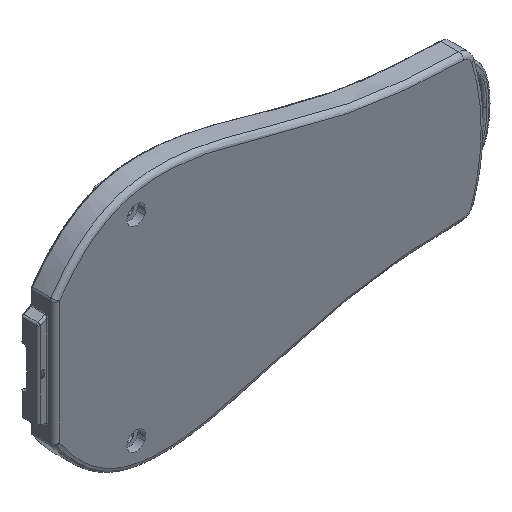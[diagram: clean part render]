
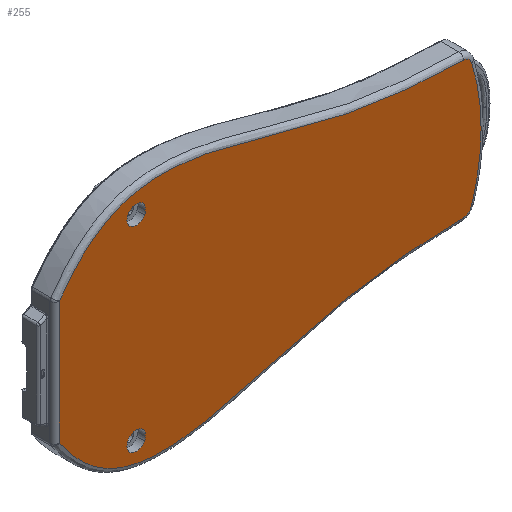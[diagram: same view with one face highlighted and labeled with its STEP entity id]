
A CAD part, isometric view. The second image highlights one B-rep face of the part: STEP entity #255.
In plain terms, the highlighted planar face has unit normal (0, -1, 0).
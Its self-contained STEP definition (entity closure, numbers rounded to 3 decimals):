
#49=AXIS2_PLACEMENT_3D('Circle Axis2P3D',#47,#48,$) ;
#75=AXIS2_PLACEMENT_3D('Circle Axis2P3D',#73,#74,$) ;
#82=AXIS2_PLACEMENT_3D('Circle Axis2P3D',#80,#81,$) ;
#101=AXIS2_PLACEMENT_3D('Plane Axis2P3D',#98,#99,#100) ;
#149=AXIS2_PLACEMENT_3D('Circle Axis2P3D',#147,#148,$) ;
#156=AXIS2_PLACEMENT_3D('Circle Axis2P3D',#154,#155,$) ;
#163=AXIS2_PLACEMENT_3D('Circle Axis2P3D',#161,#162,$) ;
#170=AXIS2_PLACEMENT_3D('Circle Axis2P3D',#168,#169,$) ;
#218=AXIS2_PLACEMENT_3D('Circle Axis2P3D',#216,#217,$) ;
#227=AXIS2_PLACEMENT_3D('Circle Axis2P3D',#225,#226,$) ;
#234=AXIS2_PLACEMENT_3D('Circle Axis2P3D',#232,#233,$) ;
#241=AXIS2_PLACEMENT_3D('Circle Axis2P3D',#239,#240,$) ;
#44=CARTESIAN_POINT('Vertex',(10.245,-13.,20.041)) ;
#47=CARTESIAN_POINT('Axis2P3D Location',(12.,-13.,21.)) ;
#51=CARTESIAN_POINT('Vertex',(13.755,-13.,20.041)) ;
#73=CARTESIAN_POINT('Axis2P3D Location',(12.,-13.,21.)) ;
#77=CARTESIAN_POINT('Vertex',(10.245,-13.,21.959)) ;
#80=CARTESIAN_POINT('Axis2P3D Location',(12.,-13.,21.)) ;
#98=CARTESIAN_POINT('Axis2P3D Location',(-26.94,-13.,0.)) ;
#104=CARTESIAN_POINT('Line Origine',(-4.5,-13.,0.)) ;
#108=CARTESIAN_POINT('Vertex',(-4.5,-13.,13.189)) ;
#110=CARTESIAN_POINT('Vertex',(-4.5,-13.,-13.189)) ;
#114=CARTESIAN_POINT('Control Point',(-4.5,-13.,-13.189)) ;
#115=CARTESIAN_POINT('Control Point',(-3.436,-13.,-14.726)) ;
#116=CARTESIAN_POINT('Control Point',(-2.312,-13.,-16.214)) ;
#117=CARTESIAN_POINT('Control Point',(-1.112,-13.,-17.626)) ;
#118=CARTESIAN_POINT('Control Point',(1.162,-13.,-19.94)) ;
#119=CARTESIAN_POINT('Control Point',(3.703,-13.,-21.846)) ;
#120=CARTESIAN_POINT('Control Point',(4.864,-13.,-22.59)) ;
#121=CARTESIAN_POINT('Control Point',(7.826,-13.,-24.175)) ;
#122=CARTESIAN_POINT('Control Point',(11.058,-13.,-25.178)) ;
#123=CARTESIAN_POINT('Control Point',(13.049,-13.,-25.562)) ;
#124=CARTESIAN_POINT('Control Point',(17.564,-13.,-25.993)) ;
#125=CARTESIAN_POINT('Control Point',(22.286,-13.,-25.645)) ;
#126=CARTESIAN_POINT('Control Point',(24.902,-13.,-25.27)) ;
#127=CARTESIAN_POINT('Control Point',(30.196,-13.,-24.252)) ;
#128=CARTESIAN_POINT('Control Point',(35.538,-13.,-22.862)) ;
#129=CARTESIAN_POINT('Control Point',(38.236,-13.,-22.109)) ;
#130=CARTESIAN_POINT('Control Point',(44.521,-13.,-20.317)) ;
#131=CARTESIAN_POINT('Control Point',(50.827,-13.,-18.581)) ;
#132=CARTESIAN_POINT('Control Point',(54.445,-13.,-17.671)) ;
#133=CARTESIAN_POINT('Control Point',(60.299,-13.,-16.435)) ;
#134=CARTESIAN_POINT('Control Point',(66.108,-13.,-15.635)) ;
#135=CARTESIAN_POINT('Control Point',(68.336,-13.,-15.396)) ;
#136=CARTESIAN_POINT('Control Point',(71.921,-13.,-15.114)) ;
#137=CARTESIAN_POINT('Control Point',(75.46,-13.,-14.946)) ;
#138=CARTESIAN_POINT('Control Point',(76.807,-13.,-14.893)) ;
#139=CARTESIAN_POINT('Control Point',(78.69,-13.,-14.824)) ;
#140=CARTESIAN_POINT('Control Point',(80.559,-13.,-14.74)) ;
#141=CARTESIAN_POINT('Control Point',(81.097,-13.,-14.714)) ;
#142=CARTESIAN_POINT('Control Point',(81.635,-13.,-14.684)) ;
#143=CARTESIAN_POINT('Control Point',(82.171,-13.,-14.651)) ;
#144=CARTESIAN_POINT('Vertex',(82.171,-13.,-14.651)) ;
#147=CARTESIAN_POINT('Axis2P3D Location',(82.048,-13.,-12.655)) ;
#151=CARTESIAN_POINT('Vertex',(83.955,-13.,-13.258)) ;
#154=CARTESIAN_POINT('Axis2P3D Location',(42.,-13.,0.)) ;
#158=CARTESIAN_POINT('Vertex',(86.,-13.,0.)) ;
#161=CARTESIAN_POINT('Axis2P3D Location',(42.,-13.,0.)) ;
#165=CARTESIAN_POINT('Vertex',(83.955,-13.,13.258)) ;
#168=CARTESIAN_POINT('Axis2P3D Location',(82.048,-13.,12.655)) ;
#172=CARTESIAN_POINT('Vertex',(82.171,-13.,14.651)) ;
#176=CARTESIAN_POINT('Control Point',(-4.5,-13.,13.189)) ;
#177=CARTESIAN_POINT('Control Point',(-3.436,-13.,14.726)) ;
#178=CARTESIAN_POINT('Control Point',(-2.312,-13.,16.214)) ;
#179=CARTESIAN_POINT('Control Point',(-1.112,-13.,17.626)) ;
#180=CARTESIAN_POINT('Control Point',(1.162,-13.,19.94)) ;
#181=CARTESIAN_POINT('Control Point',(3.703,-13.,21.846)) ;
#182=CARTESIAN_POINT('Control Point',(4.864,-13.,22.59)) ;
#183=CARTESIAN_POINT('Control Point',(7.826,-13.,24.175)) ;
#184=CARTESIAN_POINT('Control Point',(11.058,-13.,25.178)) ;
#185=CARTESIAN_POINT('Control Point',(13.049,-13.,25.562)) ;
#186=CARTESIAN_POINT('Control Point',(17.564,-13.,25.993)) ;
#187=CARTESIAN_POINT('Control Point',(22.286,-13.,25.645)) ;
#188=CARTESIAN_POINT('Control Point',(24.902,-13.,25.27)) ;
#189=CARTESIAN_POINT('Control Point',(30.196,-13.,24.252)) ;
#190=CARTESIAN_POINT('Control Point',(35.538,-13.,22.862)) ;
#191=CARTESIAN_POINT('Control Point',(38.236,-13.,22.109)) ;
#192=CARTESIAN_POINT('Control Point',(44.521,-13.,20.317)) ;
#193=CARTESIAN_POINT('Control Point',(50.827,-13.,18.581)) ;
#194=CARTESIAN_POINT('Control Point',(54.445,-13.,17.671)) ;
#195=CARTESIAN_POINT('Control Point',(60.299,-13.,16.435)) ;
#196=CARTESIAN_POINT('Control Point',(66.108,-13.,15.635)) ;
#197=CARTESIAN_POINT('Control Point',(68.336,-13.,15.396)) ;
#198=CARTESIAN_POINT('Control Point',(71.921,-13.,15.114)) ;
#199=CARTESIAN_POINT('Control Point',(75.46,-13.,14.946)) ;
#200=CARTESIAN_POINT('Control Point',(76.807,-13.,14.893)) ;
#201=CARTESIAN_POINT('Control Point',(78.69,-13.,14.824)) ;
#202=CARTESIAN_POINT('Control Point',(80.559,-13.,14.74)) ;
#203=CARTESIAN_POINT('Control Point',(81.097,-13.,14.714)) ;
#204=CARTESIAN_POINT('Control Point',(81.635,-13.,14.684)) ;
#205=CARTESIAN_POINT('Control Point',(82.171,-13.,14.651)) ;
#216=CARTESIAN_POINT('Axis2P3D Location',(12.,-13.,-21.)) ;
#220=CARTESIAN_POINT('Vertex',(13.755,-13.,-21.959)) ;
#222=CARTESIAN_POINT('Vertex',(13.755,-13.,-20.041)) ;
#225=CARTESIAN_POINT('Axis2P3D Location',(12.,-13.,-21.)) ;
#229=CARTESIAN_POINT('Vertex',(10.245,-13.,-21.959)) ;
#232=CARTESIAN_POINT('Axis2P3D Location',(12.,-13.,-21.)) ;
#236=CARTESIAN_POINT('Vertex',(10.245,-13.,-20.041)) ;
#239=CARTESIAN_POINT('Axis2P3D Location',(12.,-13.,-21.)) ;
#48=DIRECTION('Axis2P3D Direction',(0.,1.,-0.)) ;
#74=DIRECTION('Axis2P3D Direction',(0.,1.,-0.)) ;
#81=DIRECTION('Axis2P3D Direction',(0.,1.,-0.)) ;
#99=DIRECTION('Axis2P3D Direction',(0.,-1.,0.)) ;
#100=DIRECTION('Axis2P3D XDirection',(1.,0.,0.)) ;
#105=DIRECTION('Vector Direction',(0.,0.,1.)) ;
#148=DIRECTION('Axis2P3D Direction',(0.,-1.,0.)) ;
#155=DIRECTION('Axis2P3D Direction',(0.,-1.,0.)) ;
#162=DIRECTION('Axis2P3D Direction',(0.,-1.,0.)) ;
#169=DIRECTION('Axis2P3D Direction',(0.,-1.,0.)) ;
#217=DIRECTION('Axis2P3D Direction',(0.,-1.,0.)) ;
#226=DIRECTION('Axis2P3D Direction',(0.,-1.,0.)) ;
#233=DIRECTION('Axis2P3D Direction',(0.,-1.,0.)) ;
#240=DIRECTION('Axis2P3D Direction',(0.,-1.,0.)) ;
#106=VECTOR('Line Direction',#105,1.) ;
#208=ORIENTED_EDGE('',*,*,#112,.T.) ;
#209=ORIENTED_EDGE('',*,*,#146,.T.) ;
#210=ORIENTED_EDGE('',*,*,#153,.T.) ;
#211=ORIENTED_EDGE('',*,*,#160,.T.) ;
#212=ORIENTED_EDGE('',*,*,#167,.F.) ;
#213=ORIENTED_EDGE('',*,*,#174,.F.) ;
#214=ORIENTED_EDGE('',*,*,#206,.F.) ;
#245=ORIENTED_EDGE('',*,*,#224,.F.) ;
#246=ORIENTED_EDGE('',*,*,#231,.F.) ;
#247=ORIENTED_EDGE('',*,*,#238,.T.) ;
#248=ORIENTED_EDGE('',*,*,#243,.F.) ;
#251=ORIENTED_EDGE('',*,*,#79,.F.) ;
#252=ORIENTED_EDGE('',*,*,#53,.F.) ;
#253=ORIENTED_EDGE('',*,*,#84,.T.) ;
#249=FACE_BOUND('',#244,.T.) ;
#254=FACE_BOUND('',#250,.T.) ;
#255=ADVANCED_FACE('\X2\041D04380437\X0\ \X2\043A043E0440043F044304410430\X0\. Divide Body.6',(#215,#249,#254),#102,.T.) ;
#113=B_SPLINE_CURVE_WITH_KNOTS('',5,(#114,#115,#116,#117,#118,#119,#120,#121,#122,#123,#124,#125,#126,#127,#128,#129,#130,#131,#132,#133,#134,#135,#136,#137,#138,#139,#140,#141,#142,#143),.UNSPECIFIED.,.F.,.U.,(6,3,3,3,3,3,3,3,3,6),(35.587,48.922,59.265,74.217,92.173,110.399,134.568,149.725,159.118,162.933),.UNSPECIFIED.) ;
#175=B_SPLINE_CURVE_WITH_KNOTS('',5,(#176,#177,#178,#179,#180,#181,#182,#183,#184,#185,#186,#187,#188,#189,#190,#191,#192,#193,#194,#195,#196,#197,#198,#199,#200,#201,#202,#203,#204,#205),.UNSPECIFIED.,.F.,.U.,(6,3,3,3,3,3,3,3,3,6),(35.587,48.922,59.265,74.217,92.173,110.399,134.568,149.725,159.118,162.933),.UNSPECIFIED.) ;
#50=CIRCLE('generated circle',#49,2.) ;
#76=CIRCLE('generated circle',#75,2.) ;
#83=CIRCLE('generated circle',#82,2.) ;
#150=CIRCLE('generated circle',#149,2.) ;
#157=CIRCLE('generated circle',#156,44.) ;
#164=CIRCLE('generated circle',#163,44.) ;
#171=CIRCLE('generated circle',#170,2.) ;
#219=CIRCLE('generated circle',#218,2.) ;
#228=CIRCLE('generated circle',#227,2.) ;
#235=CIRCLE('generated circle',#234,2.) ;
#242=CIRCLE('generated circle',#241,2.) ;
#53=EDGE_CURVE('',#45,#52,#50,.F.) ;
#79=EDGE_CURVE('',#52,#78,#76,.F.) ;
#84=EDGE_CURVE('',#45,#78,#83,.T.) ;
#112=EDGE_CURVE('',#109,#111,#107,.F.) ;
#146=EDGE_CURVE('',#111,#145,#113,.T.) ;
#153=EDGE_CURVE('',#145,#152,#150,.T.) ;
#160=EDGE_CURVE('',#152,#159,#157,.T.) ;
#167=EDGE_CURVE('',#166,#159,#164,.F.) ;
#174=EDGE_CURVE('',#173,#166,#171,.F.) ;
#206=EDGE_CURVE('',#109,#173,#175,.T.) ;
#224=EDGE_CURVE('',#221,#223,#219,.T.) ;
#231=EDGE_CURVE('',#230,#221,#228,.T.) ;
#238=EDGE_CURVE('',#230,#237,#235,.F.) ;
#243=EDGE_CURVE('',#223,#237,#242,.T.) ;
#207=EDGE_LOOP('',(#208,#209,#210,#211,#212,#213,#214)) ;
#244=EDGE_LOOP('',(#245,#246,#247,#248)) ;
#250=EDGE_LOOP('',(#251,#252,#253)) ;
#215=FACE_OUTER_BOUND('',#207,.T.) ;
#107=LINE('Line',#104,#106) ;
#102=PLANE('',#101) ;
#45=VERTEX_POINT('',#44) ;
#52=VERTEX_POINT('',#51) ;
#78=VERTEX_POINT('',#77) ;
#109=VERTEX_POINT('',#108) ;
#111=VERTEX_POINT('',#110) ;
#145=VERTEX_POINT('',#144) ;
#152=VERTEX_POINT('',#151) ;
#159=VERTEX_POINT('',#158) ;
#166=VERTEX_POINT('',#165) ;
#173=VERTEX_POINT('',#172) ;
#221=VERTEX_POINT('',#220) ;
#223=VERTEX_POINT('',#222) ;
#230=VERTEX_POINT('',#229) ;
#237=VERTEX_POINT('',#236) ;
